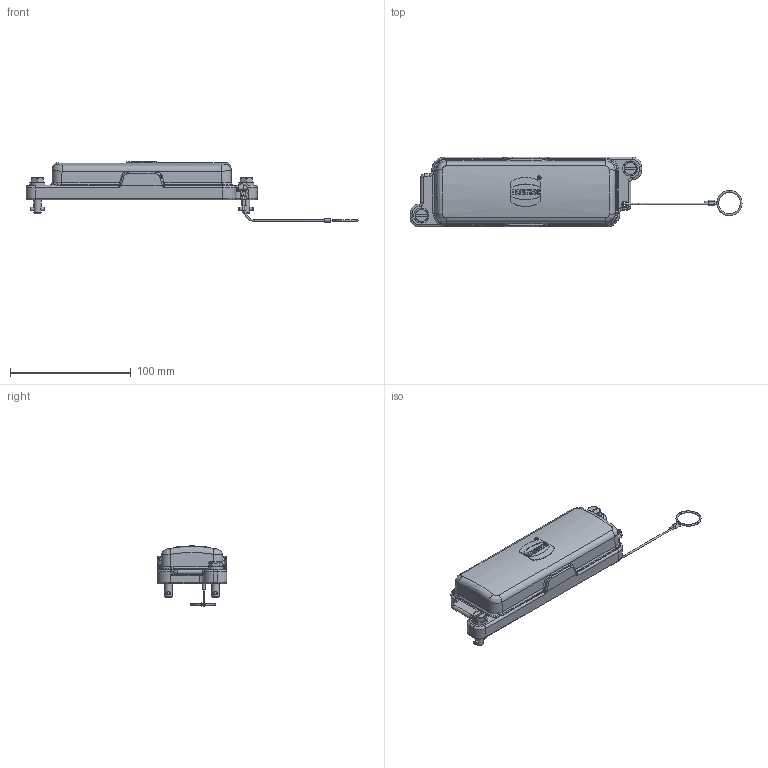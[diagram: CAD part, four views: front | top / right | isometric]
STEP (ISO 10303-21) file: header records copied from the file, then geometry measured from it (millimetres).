
FILE_DESCRIPTION(/* description */ (''),/* implementation_level */ '2;1');
FILE_NAME(/* name */ '100174804ugm000_c.stp',/* time_stamp */ '2022-03-11T15:44:57+01:00',/* author */ (''),/* organization */ (''),/* preprocessor_version */ 'ST-DEVELOPER v16.7',/* originating_system */ 'SIEMENS PLM Software NX 1911',/* authorisation */ '');
FILE_SCHEMA (('AUTOMOTIVE_DESIGN { 1 0 10303 214 3 1 1 1 }'));
Length unit declared in the file: millimetre
Products named in the file (1): 100174804ugm000_c
Bounding box: 275.21 x 58 x 49.85 mm (x, y, z)
Volume: 60240.8 mm3; surface area: 42514.2 mm2
Topology: 2 solids, 2 shells, 481 faces, 1130 edges, 675 vertices
Faces by surface type: bspline 181, cylinder 134, plane 126, cone 28, torus 12
Full cylindrical faces by diameter (mm): 3 x4, 4 x1, 6 x2, 12.5 x2, 14.05 x2
Entity records: 19468 total; most frequent: CARTESIAN_POINT 8613, ORIENTED_EDGE 2128, DIRECTION 1619, EDGE_CURVE 1064, VERTEX_POINT 661, AXIS2_PLACEMENT_3D 632, EDGE_LOOP 561, ADVANCED_FACE 481
